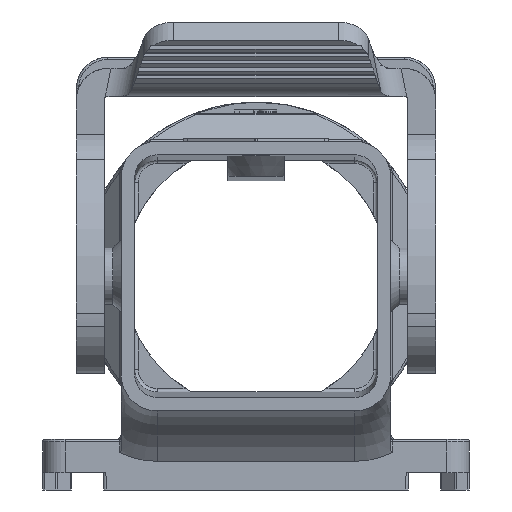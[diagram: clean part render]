
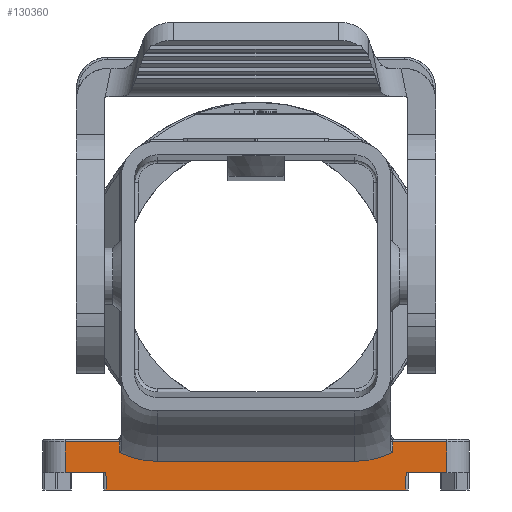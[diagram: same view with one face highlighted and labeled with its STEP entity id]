
A CAD part, front view. The second image highlights one B-rep face of the part: STEP entity #130360.
In plain terms, the highlighted face is planar.
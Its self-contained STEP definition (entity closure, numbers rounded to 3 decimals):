
#28390=CARTESIAN_POINT('',(45.097,39.57,37.));
#28400=VERTEX_POINT('',#28390);
#28750=CARTESIAN_POINT('',(45.067,40.53,37.));
#28760=VERTEX_POINT('',#28750);
#28790=CARTESIAN_POINT('',(45.067,40.53,37.));
#28800=CARTESIAN_POINT('',(45.067,40.522,37.));
#28810=CARTESIAN_POINT('',(45.067,40.514,37.));
#28820=CARTESIAN_POINT('',(45.068,40.483,37.));
#28830=CARTESIAN_POINT('',(45.069,40.459,37.));
#28840=CARTESIAN_POINT('',(45.07,40.387,37.));
#28850=CARTESIAN_POINT('',(45.072,40.339,37.));
#28860=CARTESIAN_POINT('',(45.074,40.243,37.));
#28870=CARTESIAN_POINT('',(45.076,40.196,37.));
#28880=CARTESIAN_POINT('',(45.079,40.1,37.));
#28890=CARTESIAN_POINT('',(45.08,40.052,37.));
#28900=CARTESIAN_POINT('',(45.083,39.954,37.));
#28910=CARTESIAN_POINT('',(45.085,39.905,37.));
#28920=CARTESIAN_POINT('',(45.088,39.805,37.));
#28930=CARTESIAN_POINT('',(45.09,39.756,37.));
#28940=CARTESIAN_POINT('',(45.093,39.656,37.));
#28950=CARTESIAN_POINT('',(45.095,39.606,37.));
#28960=CARTESIAN_POINT('',(45.099,39.507,37.));
#28970=CARTESIAN_POINT('',(45.101,39.457,37.));
#28980=CARTESIAN_POINT('',(45.105,39.358,37.));
#28990=CARTESIAN_POINT('',(45.106,39.308,37.));
#29000=CARTESIAN_POINT('',(45.11,39.209,37.));
#29010=CARTESIAN_POINT('',(45.112,39.159,37.));
#29020=CARTESIAN_POINT('',(45.114,39.096,37.));
#29030=CARTESIAN_POINT('',(45.115,39.083,37.));
#29040=CARTESIAN_POINT('',(45.115,39.07,37.));
#29050=B_SPLINE_CURVE_WITH_KNOTS('',3,(#28790,#28800,#28810,#28820,
#28830,#28840,#28850,#28860,#28870,#28880,#28890,#28900,#28910,#28920,
#28930,#28940,#28950,#28960,#28970,#28980,#28990,#29000,#29010,#29020,
#29030,#29040),.UNSPECIFIED.,.F.,.F.,(4,2,2,2,2,2,2,2,2,2,2,2,4),(0.,
0.024,0.095,0.239,0.382,
0.526,0.675,0.825,0.974,
1.123,1.272,1.421,1.461),
.UNSPECIFIED.);
#29060=EDGE_CURVE('',#28760,#28400,#29050,.T.);
#42790=CARTESIAN_POINT('',(24.1,38.78,37.));
#42800=VERTEX_POINT('',#42790);
#42960=CARTESIAN_POINT('',(41.7,38.78,37.));
#42970=VERTEX_POINT('',#42960);
#43000=CARTESIAN_POINT('',(24.1,38.78,37.));
#43010=DIRECTION('',(1.,0.,0.));
#43020=VECTOR('',#43010,1.);
#43030=LINE('',#43000,#43020);
#43040=EDGE_CURVE('',#42800,#42970,#43030,.T.);
#45950=CARTESIAN_POINT('',(41.7,46.48,37.));
#45960=DIRECTION('',(0.,0.,1.));
#45970=DIRECTION('',(0.,-1.,0.));
#45980=AXIS2_PLACEMENT_3D('',#45950,#45960,#45970);
#45990=CIRCLE('',#45980,7.7);
#46000=EDGE_CURVE('',#42970,#28400,#45990,.T.);
#51900=CARTESIAN_POINT('',(49.9,37.78,37.));
#51910=VERTEX_POINT('',#51900);
#51940=CARTESIAN_POINT('',(49.9,37.78,37.));
#51950=DIRECTION('',(0.,1.,0.));
#51960=VECTOR('',#51950,1.);
#51970=LINE('',#51940,#51960);
#51980=CARTESIAN_POINT('',(49.9,40.53,37.));
#51990=VERTEX_POINT('',#51980);
#52000=EDGE_CURVE('',#51910,#51990,#51970,.T.);
#100310=CARTESIAN_POINT('',(19.55,36.23,37.));
#100320=VERTEX_POINT('',#100310);
#100350=CARTESIAN_POINT('',(0.,36.23,37.));
#100360=DIRECTION('',(-1.,0.,0.));
#100370=VECTOR('',#100360,1.);
#100380=LINE('',#100350,#100370);
#100390=CARTESIAN_POINT('',(46.25,36.23,37.));
#100400=VERTEX_POINT('',#100390);
#100410=EDGE_CURVE('',#100400,#100320,#100380,.T.);
#114730=CARTESIAN_POINT('',(15.9,37.78,37.));
#114740=VERTEX_POINT('',#114730);
#114770=CARTESIAN_POINT('',(0.,37.78,37.));
#114780=DIRECTION('',(-1.,0.,0.));
#114790=VECTOR('',#114780,1.);
#114800=LINE('',#114770,#114790);
#114810=CARTESIAN_POINT('',(19.536,37.78,37.));
#114820=VERTEX_POINT('',#114810);
#114830=EDGE_CURVE('',#114820,#114740,#114800,.T.);
#115610=CARTESIAN_POINT('',(46.264,37.78,37.));
#115620=VERTEX_POINT('',#115610);
#115650=CARTESIAN_POINT('',(0.,37.78,37.));
#115660=DIRECTION('',(1.,0.,0.));
#115670=VECTOR('',#115660,1.);
#115680=LINE('',#115650,#115670);
#115690=EDGE_CURVE('',#115620,#51910,#115680,.T.);
#118170=CARTESIAN_POINT('',(15.9,40.53,37.));
#118180=VERTEX_POINT('',#118170);
#129520=CARTESIAN_POINT('',(14.9,43.23,37.));
#129530=DIRECTION('',(0.,0.,1.));
#129540=DIRECTION('',(1.,0.,0.));
#129550=AXIS2_PLACEMENT_3D('',#129520,#129530,#129540);
#129560=PLANE('',#129550);
#129570=ORIENTED_EDGE('',*,*,#100410,.F.);
#129580=CARTESIAN_POINT('',(19.866,0.,37.));
#129590=DIRECTION('',(-0.009,1.,
0.));
#129600=VECTOR('',#129590,1.);
#129610=LINE('',#129580,#129600);
#129620=EDGE_CURVE('',#100320,#114820,#129610,.T.);
#129630=ORIENTED_EDGE('',*,*,#129620,.F.);
#129640=ORIENTED_EDGE('',*,*,#114830,.F.);
#129650=CARTESIAN_POINT('',(15.9,37.78,37.));
#129660=DIRECTION('',(0.,1.,0.));
#129670=VECTOR('',#129660,1.);
#129680=LINE('',#129650,#129670);
#129690=EDGE_CURVE('',#114740,#118180,#129680,.T.);
#129700=ORIENTED_EDGE('',*,*,#129690,.F.);
#129710=CARTESIAN_POINT('',(15.9,40.53,37.));
#129720=DIRECTION('',(1.,0.,0.));
#129730=VECTOR('',#129720,1.);
#129740=LINE('',#129710,#129730);
#129750=CARTESIAN_POINT('',(20.733,40.53,37.));
#129760=VERTEX_POINT('',#129750);
#129770=EDGE_CURVE('',#118180,#129760,#129740,.T.);
#129780=ORIENTED_EDGE('',*,*,#129770,.F.);
#129790=CARTESIAN_POINT('',(20.733,40.53,37.));
#129800=CARTESIAN_POINT('',(20.733,40.522,37.));
#129810=CARTESIAN_POINT('',(20.733,40.514,37.));
#129820=CARTESIAN_POINT('',(20.732,40.483,37.));
#129830=CARTESIAN_POINT('',(20.731,40.459,37.));
#129840=CARTESIAN_POINT('',(20.73,40.387,37.));
#129850=CARTESIAN_POINT('',(20.728,40.339,37.));
#129860=CARTESIAN_POINT('',(20.726,40.243,37.));
#129870=CARTESIAN_POINT('',(20.724,40.196,37.));
#129880=CARTESIAN_POINT('',(20.721,40.1,37.));
#129890=CARTESIAN_POINT('',(20.72,40.052,37.));
#129900=CARTESIAN_POINT('',(20.717,39.954,37.));
#129910=CARTESIAN_POINT('',(20.715,39.905,37.));
#129920=CARTESIAN_POINT('',(20.712,39.805,37.));
#129930=CARTESIAN_POINT('',(20.71,39.756,37.));
#129940=CARTESIAN_POINT('',(20.707,39.656,37.));
#129950=CARTESIAN_POINT('',(20.705,39.606,37.));
#129960=CARTESIAN_POINT('',(20.701,39.507,37.));
#129970=CARTESIAN_POINT('',(20.699,39.457,37.));
#129980=CARTESIAN_POINT('',(20.695,39.358,37.));
#129990=CARTESIAN_POINT('',(20.694,39.308,37.));
#130000=CARTESIAN_POINT('',(20.69,39.209,37.));
#130010=CARTESIAN_POINT('',(20.688,39.159,37.));
#130020=CARTESIAN_POINT('',(20.686,39.096,37.));
#130030=CARTESIAN_POINT('',(20.685,39.083,37.));
#130040=CARTESIAN_POINT('',(20.685,39.07,37.));
#130050=B_SPLINE_CURVE_WITH_KNOTS('',3,(#129790,#129800,#129810,#129820,
#129830,#129840,#129850,#129860,#129870,#129880,#129890,#129900,#129910,
#129920,#129930,#129940,#129950,#129960,#129970,#129980,#129990,#130000,
#130010,#130020,#130030,#130040),.UNSPECIFIED.,.F.,.F.,(4,2,2,2,2,2,2,2,
2,2,2,2,4),(0.,0.024,0.095,0.239,
0.382,0.526,0.675,0.825,
0.974,1.123,1.272,1.421,
1.461),.UNSPECIFIED.);
#130060=CARTESIAN_POINT('',(20.703,39.57,37.));
#130070=VERTEX_POINT('',#130060);
#130080=EDGE_CURVE('',#129760,#130070,#130050,.T.);
#130090=ORIENTED_EDGE('',*,*,#130080,.F.);
#130100=CARTESIAN_POINT('',(24.1,46.48,37.));
#130110=DIRECTION('',(0.,0.,-1.));
#130120=DIRECTION('',(0.,-1.,0.));
#130130=AXIS2_PLACEMENT_3D('',#130100,#130110,#130120);
#130140=CIRCLE('',#130130,7.7);
#130150=EDGE_CURVE('',#42800,#130070,#130140,.T.);
#130160=ORIENTED_EDGE('',*,*,#130150,.T.);
#130170=ORIENTED_EDGE('',*,*,#43040,.F.);
#130180=ORIENTED_EDGE('',*,*,#46000,.F.);
#130190=ORIENTED_EDGE('',*,*,#29060,.T.);
#130200=CARTESIAN_POINT('',(49.9,40.53,37.));
#130210=DIRECTION('',(-1.,0.,0.));
#130220=VECTOR('',#130210,1.);
#130230=LINE('',#130200,#130220);
#130240=EDGE_CURVE('',#51990,#28760,#130230,.T.);
#130250=ORIENTED_EDGE('',*,*,#130240,.T.);
#130260=ORIENTED_EDGE('',*,*,#52000,.T.);
#130270=ORIENTED_EDGE('',*,*,#115690,.T.);
#130280=CARTESIAN_POINT('',(45.934,0.,37.));
#130290=DIRECTION('',(0.009,1.,
0.));
#130300=VECTOR('',#130290,1.);
#130310=LINE('',#130280,#130300);
#130320=EDGE_CURVE('',#100400,#115620,#130310,.T.);
#130330=ORIENTED_EDGE('',*,*,#130320,.T.);
#130340=EDGE_LOOP('',(#130330,#130270,#130260,#130250,#130190,#130180,
#130170,#130160,#130090,#129780,#129700,#129640,#129630,#129570));
#130350=FACE_OUTER_BOUND('',#130340,.T.);
#130360=ADVANCED_FACE('',(#130350),#129560,.T.);
